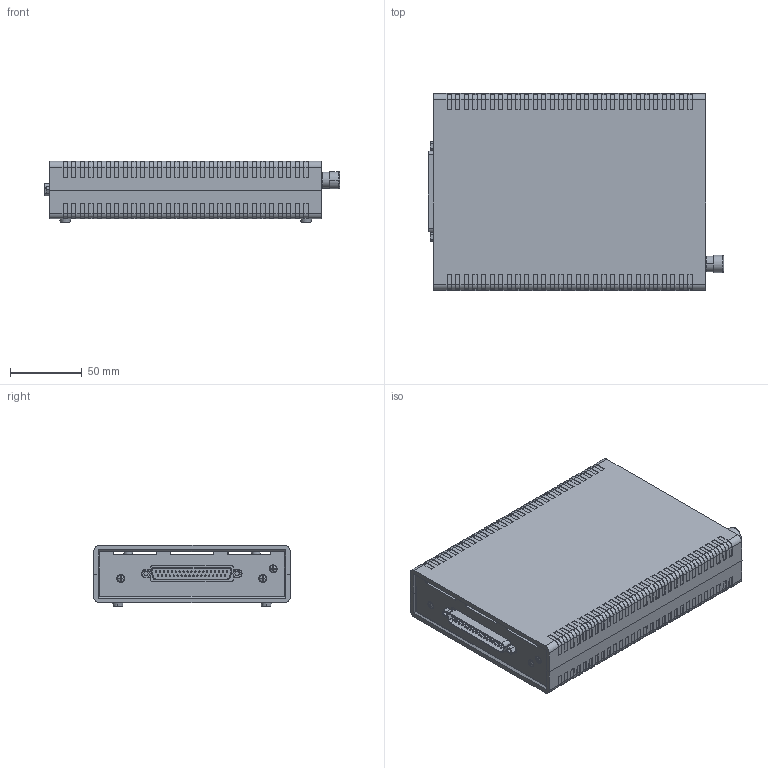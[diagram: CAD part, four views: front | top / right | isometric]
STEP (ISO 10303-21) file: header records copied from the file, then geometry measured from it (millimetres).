
FILE_DESCRIPTION((''),'2;1');
FILE_NAME('LTR-CEU-1-4.stp','2021-08-20T15:00:17',(''),(''),'AutoCAD STEP 2000i','AutoCAD 2000i',', , ');
FILE_SCHEMA(('CONFIG_CONTROL_DESIGN'));
Length unit declared in the file: millimetre
Products named in the file (23): LTR-CEU-1-4_1; ﾎﾑﾍﾎﾂﾀﾍﾈﾅ; 庈訹岍 G767; 庈訹岍; 狨芶呿 LTR11-CU-1; PART1AA; 狨芶呿 LTR021M-U-1; PART1; 帊攫抸 芡 賸恀 覆-3; 帊攫抸; 侜狣旂恀; ﾃﾀﾉﾊﾀ - M3  - GOST 5927; 薰迗 - M2.5 X 6 - GOST 17474-80; DRB-37M; 旽鼯呿 LTR031; ﾏﾋﾀﾒﾀ LTR031; PART1A; PBD; MDN-9; TJ6-8P8C; ~PART1; DJK-02A; ﾑﾂﾅﾒﾎﾄﾈﾎﾄ
Assembly tree (27 placements, depth 3):
  LTR-CEU-1-4_1
    ﾎﾑﾍﾎﾂﾀﾍﾈﾅ
    庈訹岍 G767
      庈訹岍
    狨芶呿 LTR11-CU-1
      PART1AA
    狨芶呿 LTR021M-U-1
      PART1
    帊攫抸 芡 賸恀 覆-3
      帊攫抸
      侜狣旂恀
      ﾃﾀﾉﾊﾀ - M3  - GOST 5927  x2
    薰迗 - M2.5 X 6 - GOST 17474-80  x5
    DRB-37M
    旽鼯呿 LTR031
      ﾏﾋﾀﾒﾀ LTR031
      PART1A
      PBD
      MDN-9
      TJ6-8P8C
      ~PART1
      DJK-02A
    ﾑﾂﾅﾒﾎﾄﾈﾎﾄ
Bounding box: 205.89 x 137.5 x 42.7 mm (x, y, z)
Volume: 244367.4 mm3; surface area: 202538.4 mm2
Topology: 22 solids, 22 shells, 2623 faces, 6966 edges, 4572 vertices
Faces by surface type: plane 1187, cylinder 686, bspline 668, cone 64, sphere 12, torus 6
Entity records: 80114 total; most frequent: CARTESIAN_POINT 17975, ORIENTED_EDGE 13216, DIRECTION 11953, EDGE_CURVE 6608, VECTOR 4841, LINE 4841, VERTEX_POINT 4374, AXIS2_PLACEMENT_3D 3556
